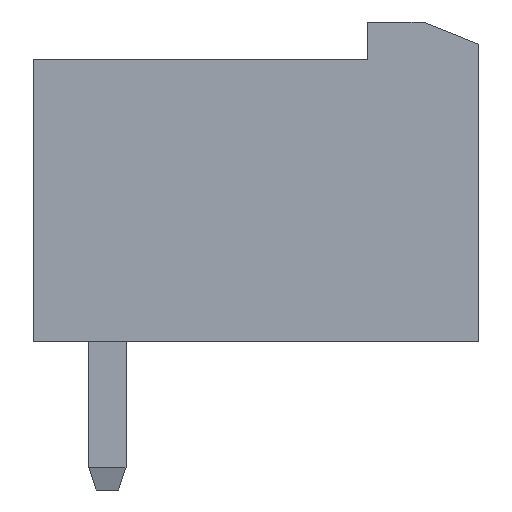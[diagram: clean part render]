
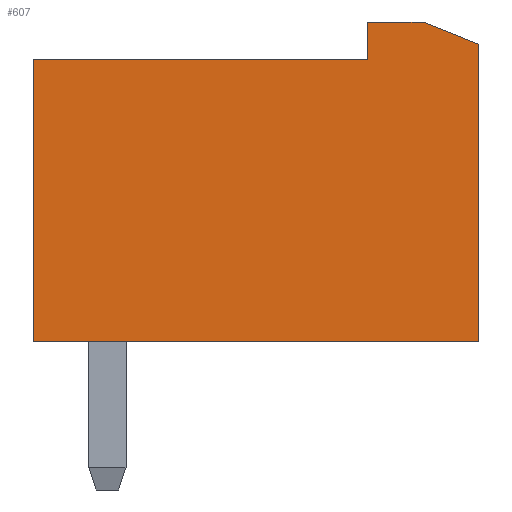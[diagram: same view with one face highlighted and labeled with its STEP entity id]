
A CAD part, left-side view. The second image highlights one B-rep face of the part: STEP entity #607.
In plain terms, the highlighted planar face has unit normal (-1, 0, 0).
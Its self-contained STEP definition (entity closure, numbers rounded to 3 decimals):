
#22 = VERTEX_POINT('',#23);
#23 = CARTESIAN_POINT('',(-7.5,2.,7.6));
#32 = PLANE('',#33);
#33 = AXIS2_PLACEMENT_3D('',#34,#35,#36);
#34 = CARTESIAN_POINT('',(-7.5,2.,7.6));
#35 = DIRECTION('',(0.,1.,0.));
#36 = DIRECTION('',(0.,0.,-1.));
#44 = PLANE('',#45);
#45 = AXIS2_PLACEMENT_3D('',#46,#47,#48);
#46 = CARTESIAN_POINT('',(-7.5,-7.,7.6));
#47 = DIRECTION('',(0.,0.,1.));
#48 = DIRECTION('',(0.,1.,0.));
#85 = VERTEX_POINT('',#86);
#86 = CARTESIAN_POINT('',(-7.5,2.,0.));
#100 = PLANE('',#101);
#101 = AXIS2_PLACEMENT_3D('',#102,#103,#104);
#102 = CARTESIAN_POINT('',(-7.5,2.,0.));
#103 = DIRECTION('',(0.,0.,-1.));
#104 = DIRECTION('',(0.,-1.,0.));
#112 = EDGE_CURVE('',#22,#85,#113,.T.);
#113 = SURFACE_CURVE('',#114,(#118,#125),.PCURVE_S1.);
#114 = LINE('',#115,#116);
#115 = CARTESIAN_POINT('',(-7.5,2.,7.6));
#116 = VECTOR('',#117,1.);
#117 = DIRECTION('',(0.,0.,-1.));
#118 = PCURVE('',#32,#119);
#119 = DEFINITIONAL_REPRESENTATION('',(#120),#124);
#120 = LINE('',#121,#122);
#121 = CARTESIAN_POINT('',(0.,0.));
#122 = VECTOR('',#123,1.);
#123 = DIRECTION('',(1.,0.));
#124 = ( GEOMETRIC_REPRESENTATION_CONTEXT(2)
PARAMETRIC_REPRESENTATION_CONTEXT() REPRESENTATION_CONTEXT('2D SPACE',''
) );
#125 = PCURVE('',#126,#131);
#126 = PLANE('',#127);
#127 = AXIS2_PLACEMENT_3D('',#128,#129,#130);
#128 = CARTESIAN_POINT('',(-7.5,2.,7.6));
#129 = DIRECTION('',(1.,0.,0.));
#130 = DIRECTION('',(0.,-1.,0.));
#131 = DEFINITIONAL_REPRESENTATION('',(#132),#136);
#132 = LINE('',#133,#134);
#133 = CARTESIAN_POINT('',(0.,0.));
#134 = VECTOR('',#135,1.);
#135 = DIRECTION('',(0.,1.));
#136 = ( GEOMETRIC_REPRESENTATION_CONTEXT(2)
PARAMETRIC_REPRESENTATION_CONTEXT() REPRESENTATION_CONTEXT('2D SPACE',''
) );
#142 = VERTEX_POINT('',#143);
#143 = CARTESIAN_POINT('',(-7.5,-7.,7.6));
#159 = PLANE('',#160);
#160 = AXIS2_PLACEMENT_3D('',#161,#162,#163);
#161 = CARTESIAN_POINT('',(-7.5,-7.,8.6));
#162 = DIRECTION('',(0.,1.,0.));
#163 = DIRECTION('',(0.,0.,-1.));
#193 = EDGE_CURVE('',#142,#22,#194,.T.);
#194 = SURFACE_CURVE('',#195,(#199,#206),.PCURVE_S1.);
#195 = LINE('',#196,#197);
#196 = CARTESIAN_POINT('',(-7.5,-7.,7.6));
#197 = VECTOR('',#198,1.);
#198 = DIRECTION('',(0.,1.,0.));
#199 = PCURVE('',#44,#200);
#200 = DEFINITIONAL_REPRESENTATION('',(#201),#205);
#201 = LINE('',#202,#203);
#202 = CARTESIAN_POINT('',(0.,0.));
#203 = VECTOR('',#204,1.);
#204 = DIRECTION('',(1.,0.));
#205 = ( GEOMETRIC_REPRESENTATION_CONTEXT(2)
PARAMETRIC_REPRESENTATION_CONTEXT() REPRESENTATION_CONTEXT('2D SPACE',''
) );
#206 = PCURVE('',#126,#207);
#207 = DEFINITIONAL_REPRESENTATION('',(#208),#212);
#208 = LINE('',#209,#210);
#209 = CARTESIAN_POINT('',(9.,0.));
#210 = VECTOR('',#211,1.);
#211 = DIRECTION('',(-1.,0.));
#212 = ( GEOMETRIC_REPRESENTATION_CONTEXT(2)
PARAMETRIC_REPRESENTATION_CONTEXT() REPRESENTATION_CONTEXT('2D SPACE',''
) );
#242 = VERTEX_POINT('',#243);
#243 = CARTESIAN_POINT('',(-7.5,-10.,0.));
#257 = PLANE('',#258);
#258 = AXIS2_PLACEMENT_3D('',#259,#260,#261);
#259 = CARTESIAN_POINT('',(-7.5,-10.,0.));
#260 = DIRECTION('',(0.,-1.,0.));
#261 = DIRECTION('',(0.,0.,1.));
#269 = EDGE_CURVE('',#85,#242,#270,.T.);
#270 = SURFACE_CURVE('',#271,(#275,#282),.PCURVE_S1.);
#271 = LINE('',#272,#273);
#272 = CARTESIAN_POINT('',(-7.5,2.,0.));
#273 = VECTOR('',#274,1.);
#274 = DIRECTION('',(0.,-1.,0.));
#275 = PCURVE('',#100,#276);
#276 = DEFINITIONAL_REPRESENTATION('',(#277),#281);
#277 = LINE('',#278,#279);
#278 = CARTESIAN_POINT('',(0.,0.));
#279 = VECTOR('',#280,1.);
#280 = DIRECTION('',(1.,0.));
#281 = ( GEOMETRIC_REPRESENTATION_CONTEXT(2)
PARAMETRIC_REPRESENTATION_CONTEXT() REPRESENTATION_CONTEXT('2D SPACE',''
) );
#282 = PCURVE('',#126,#283);
#283 = DEFINITIONAL_REPRESENTATION('',(#284),#288);
#284 = LINE('',#285,#286);
#285 = CARTESIAN_POINT('',(0.,7.6));
#286 = VECTOR('',#287,1.);
#287 = DIRECTION('',(1.,0.));
#288 = ( GEOMETRIC_REPRESENTATION_CONTEXT(2)
PARAMETRIC_REPRESENTATION_CONTEXT() REPRESENTATION_CONTEXT('2D SPACE',''
) );
#607 = ADVANCED_FACE('',(#608),#126,.F.);
#608 = FACE_BOUND('',#609,.T.);
#609 = EDGE_LOOP('',(#610,#611,#612,#635,#663,#691,#712));
#610 = ORIENTED_EDGE('',*,*,#112,.T.);
#611 = ORIENTED_EDGE('',*,*,#269,.T.);
#612 = ORIENTED_EDGE('',*,*,#613,.T.);
#613 = EDGE_CURVE('',#242,#614,#616,.T.);
#614 = VERTEX_POINT('',#615);
#615 = CARTESIAN_POINT('',(-7.5,-10.,8.));
#616 = SURFACE_CURVE('',#617,(#621,#628),.PCURVE_S1.);
#617 = LINE('',#618,#619);
#618 = CARTESIAN_POINT('',(-7.5,-10.,0.));
#619 = VECTOR('',#620,1.);
#620 = DIRECTION('',(0.,0.,1.));
#621 = PCURVE('',#126,#622);
#622 = DEFINITIONAL_REPRESENTATION('',(#623),#627);
#623 = LINE('',#624,#625);
#624 = CARTESIAN_POINT('',(12.,7.6));
#625 = VECTOR('',#626,1.);
#626 = DIRECTION('',(0.,-1.));
#627 = ( GEOMETRIC_REPRESENTATION_CONTEXT(2)
PARAMETRIC_REPRESENTATION_CONTEXT() REPRESENTATION_CONTEXT('2D SPACE',''
) );
#628 = PCURVE('',#257,#629);
#629 = DEFINITIONAL_REPRESENTATION('',(#630),#634);
#630 = LINE('',#631,#632);
#631 = CARTESIAN_POINT('',(0.,0.));
#632 = VECTOR('',#633,1.);
#633 = DIRECTION('',(1.,0.));
#634 = ( GEOMETRIC_REPRESENTATION_CONTEXT(2)
PARAMETRIC_REPRESENTATION_CONTEXT() REPRESENTATION_CONTEXT('2D SPACE',''
) );
#635 = ORIENTED_EDGE('',*,*,#636,.T.);
#636 = EDGE_CURVE('',#614,#637,#639,.T.);
#637 = VERTEX_POINT('',#638);
#638 = CARTESIAN_POINT('',(-7.5,-8.5,8.6));
#639 = SURFACE_CURVE('',#640,(#644,#651),.PCURVE_S1.);
#640 = LINE('',#641,#642);
#641 = CARTESIAN_POINT('',(-7.5,-10.,8.));
#642 = VECTOR('',#643,1.);
#643 = DIRECTION('',(0.,0.928,0.371));
#644 = PCURVE('',#126,#645);
#645 = DEFINITIONAL_REPRESENTATION('',(#646),#650);
#646 = LINE('',#647,#648);
#647 = CARTESIAN_POINT('',(12.,-0.4));
#648 = VECTOR('',#649,1.);
#649 = DIRECTION('',(-0.928,-0.371));
#650 = ( GEOMETRIC_REPRESENTATION_CONTEXT(2)
PARAMETRIC_REPRESENTATION_CONTEXT() REPRESENTATION_CONTEXT('2D SPACE',''
) );
#651 = PCURVE('',#652,#657);
#652 = PLANE('',#653);
#653 = AXIS2_PLACEMENT_3D('',#654,#655,#656);
#654 = CARTESIAN_POINT('',(-7.5,-10.,8.));
#655 = DIRECTION('',(0.,-0.371,0.928));
#656 = DIRECTION('',(0.,0.928,0.371));
#657 = DEFINITIONAL_REPRESENTATION('',(#658),#662);
#658 = LINE('',#659,#660);
#659 = CARTESIAN_POINT('',(0.,0.));
#660 = VECTOR('',#661,1.);
#661 = DIRECTION('',(1.,0.));
#662 = ( GEOMETRIC_REPRESENTATION_CONTEXT(2)
PARAMETRIC_REPRESENTATION_CONTEXT() REPRESENTATION_CONTEXT('2D SPACE',''
) );
#663 = ORIENTED_EDGE('',*,*,#664,.T.);
#664 = EDGE_CURVE('',#637,#665,#667,.T.);
#665 = VERTEX_POINT('',#666);
#666 = CARTESIAN_POINT('',(-7.5,-7.,8.6));
#667 = SURFACE_CURVE('',#668,(#672,#679),.PCURVE_S1.);
#668 = LINE('',#669,#670);
#669 = CARTESIAN_POINT('',(-7.5,-8.5,8.6));
#670 = VECTOR('',#671,1.);
#671 = DIRECTION('',(0.,1.,0.));
#672 = PCURVE('',#126,#673);
#673 = DEFINITIONAL_REPRESENTATION('',(#674),#678);
#674 = LINE('',#675,#676);
#675 = CARTESIAN_POINT('',(10.5,-1.));
#676 = VECTOR('',#677,1.);
#677 = DIRECTION('',(-1.,0.));
#678 = ( GEOMETRIC_REPRESENTATION_CONTEXT(2)
PARAMETRIC_REPRESENTATION_CONTEXT() REPRESENTATION_CONTEXT('2D SPACE',''
) );
#679 = PCURVE('',#680,#685);
#680 = PLANE('',#681);
#681 = AXIS2_PLACEMENT_3D('',#682,#683,#684);
#682 = CARTESIAN_POINT('',(-7.5,-8.5,8.6));
#683 = DIRECTION('',(0.,0.,1.));
#684 = DIRECTION('',(0.,1.,0.));
#685 = DEFINITIONAL_REPRESENTATION('',(#686),#690);
#686 = LINE('',#687,#688);
#687 = CARTESIAN_POINT('',(0.,0.));
#688 = VECTOR('',#689,1.);
#689 = DIRECTION('',(1.,0.));
#690 = ( GEOMETRIC_REPRESENTATION_CONTEXT(2)
PARAMETRIC_REPRESENTATION_CONTEXT() REPRESENTATION_CONTEXT('2D SPACE',''
) );
#691 = ORIENTED_EDGE('',*,*,#692,.T.);
#692 = EDGE_CURVE('',#665,#142,#693,.T.);
#693 = SURFACE_CURVE('',#694,(#698,#705),.PCURVE_S1.);
#694 = LINE('',#695,#696);
#695 = CARTESIAN_POINT('',(-7.5,-7.,8.6));
#696 = VECTOR('',#697,1.);
#697 = DIRECTION('',(0.,0.,-1.));
#698 = PCURVE('',#126,#699);
#699 = DEFINITIONAL_REPRESENTATION('',(#700),#704);
#700 = LINE('',#701,#702);
#701 = CARTESIAN_POINT('',(9.,-1.));
#702 = VECTOR('',#703,1.);
#703 = DIRECTION('',(0.,1.));
#704 = ( GEOMETRIC_REPRESENTATION_CONTEXT(2)
PARAMETRIC_REPRESENTATION_CONTEXT() REPRESENTATION_CONTEXT('2D SPACE',''
) );
#705 = PCURVE('',#159,#706);
#706 = DEFINITIONAL_REPRESENTATION('',(#707),#711);
#707 = LINE('',#708,#709);
#708 = CARTESIAN_POINT('',(0.,0.));
#709 = VECTOR('',#710,1.);
#710 = DIRECTION('',(1.,0.));
#711 = ( GEOMETRIC_REPRESENTATION_CONTEXT(2)
PARAMETRIC_REPRESENTATION_CONTEXT() REPRESENTATION_CONTEXT('2D SPACE',''
) );
#712 = ORIENTED_EDGE('',*,*,#193,.T.);
